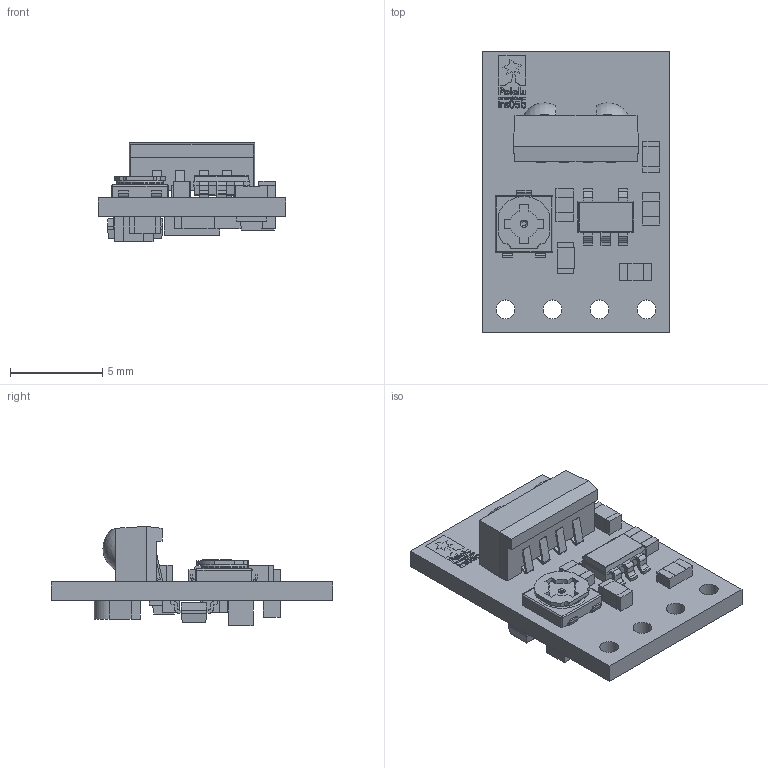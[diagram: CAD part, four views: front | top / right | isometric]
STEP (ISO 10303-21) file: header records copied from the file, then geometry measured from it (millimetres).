
FILE_DESCRIPTION(/* description */ (''),/* implementation_level */ '2;1');
FILE_NAME(/* name */ 'pololu-38-khz-ir-proximity-sensor.stp',/* time_stamp */ '2020-07-20T07:24:52-07:00',/* author */ (''),/* organization */ (''),/* preprocessor_version */ 'ST-DEVELOPER v16.7',/* originating_system */ 'SIEMENS PLM Software NX 1859',/* authorisation */ '');
FILE_SCHEMA (('AUTOMOTIVE_DESIGN { 1 0 10303 214 3 1 1 1 }'));
Length unit declared in the file: millimetre
Products named in the file (1): pololu-38-khz-ir-proximity-sensor
Bounding box: 10.16 x 15.24 x 5.37 mm (x, y, z)
Volume: 240.4 mm3; surface area: 592.1 mm2
Topology: 1 solids, 1 shells, 838 faces, 2251 edges, 1464 vertices
Faces by surface type: plane 576, bspline 153, cylinder 100, sphere 6, torus 3
Full cylindrical faces by diameter (mm): 0.25 x1, 1.016 x4, 2.5 x1
Entity records: 36579 total; most frequent: CARTESIAN_POINT 10860, ORIENTED_EDGE 4474, DIRECTION 3506, EDGE_CURVE 2237, LINE 1736, VECTOR 1736, VERTEX_POINT 1463, EDGE_LOOP 938
